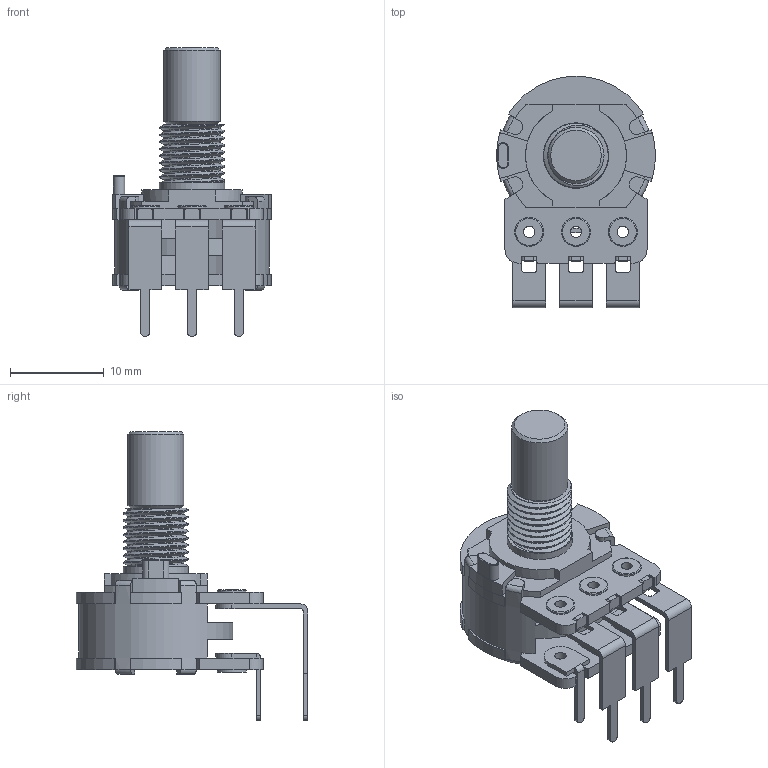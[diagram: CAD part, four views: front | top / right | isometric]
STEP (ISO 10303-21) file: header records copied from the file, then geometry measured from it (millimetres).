
FILE_DESCRIPTION(/* description */ (''),/* implementation_level */ '2;1');
FILE_NAME(/* name */ 'Alpha 16mm dual v2.step',/* time_stamp */ '2021-02-17T12:12:11+03:00',/* author */ (''),/* organization */ (''),/* preprocessor_version */ 'ST-DEVELOPER v18.1',/* originating_system */ 'Autodesk Translation Framework v9.7.1.1290',/* authorisation */ '');
FILE_SCHEMA (('AUTOMOTIVE_DESIGN { 1 0 10303 214 3 1 1 }'));
Length unit declared in the file: millimetre
Products named in the file (1): Alpha 16mm dual
Bounding box: 17 x 24.75 x 30.9 mm (x, y, z)
Volume: 1689.3 mm3; surface area: 3555.5 mm2
Topology: 10 solids, 10 shells, 761 faces, 2079 edges, 1376 vertices
Faces by surface type: plane 346, bspline 256, cylinder 144, torus 13, cone 2
Full cylindrical faces by diameter (mm): 1.2 x6, 2 x12, 3.1 x6, 6 x1, 6.048 x3, 6.908 x6, 7 x1, 15.5 x1, 16.5 x1
Entity records: 27768 total; most frequent: CARTESIAN_POINT 9900, ORIENTED_EDGE 4158, DIRECTION 2878, EDGE_CURVE 2079, VERTEX_POINT 1376, LINE 1194, VECTOR 1194, AXIS2_PLACEMENT_3D 842
